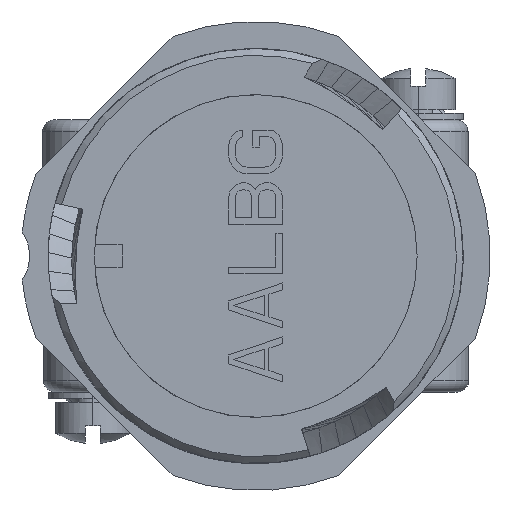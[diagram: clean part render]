
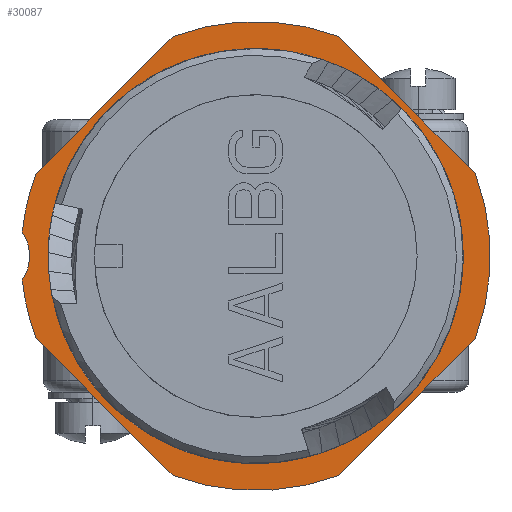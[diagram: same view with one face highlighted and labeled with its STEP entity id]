
A CAD part, left-side view. The second image highlights one B-rep face of the part: STEP entity #30087.
In plain terms, the highlighted planar face has unit normal (-1, 0, 0).
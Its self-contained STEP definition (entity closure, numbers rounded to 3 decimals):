
#582=CARTESIAN_POINT('',(19.,0.,0.));
#583=DIRECTION('',(1.,0.,0.));
#584=DIRECTION('',(0.,1.,0.));
#585=AXIS2_PLACEMENT_3D('',#582,#583,#584);
#1574=CARTESIAN_POINT('',(19.,0.,0.));
#1575=DIRECTION('',(-1.,0.,0.));
#1576=DIRECTION('',(0.,1.,0.));
#1577=AXIS2_PLACEMENT_3D('',#1574,#1575,#1576);
#2893=DIRECTION('',(0.,-0.707,0.707));
#2894=VECTOR('',#2893,14.358);
#2895=CARTESIAN_POINT('',(19.,16.284,6.131));
#2896=LINE('1739',#2895,#2894);
#2897=CARTESIAN_POINT('',(19.,0.,0.));
#2898=DIRECTION('',(-1.,0.,0.));
#2899=DIRECTION('',(0.,-0.352,0.936));
#2900=AXIS2_PLACEMENT_3D('',#2897,#2898,#2899);
#2902=DIRECTION('',(0.,-0.707,-0.707));
#2903=VECTOR('',#2902,14.358);
#2904=CARTESIAN_POINT('',(19.,-6.131,16.284));
#2905=LINE('1741',#2904,#2903);
#2906=CARTESIAN_POINT('',(19.,0.,0.));
#2907=DIRECTION('',(-1.,0.,0.));
#2908=DIRECTION('',(0.,-0.936,-0.352));
#2909=AXIS2_PLACEMENT_3D('',#2906,#2907,#2908);
#2911=DIRECTION('',(0.,0.707,-0.707));
#2912=VECTOR('',#2911,14.358);
#2913=CARTESIAN_POINT('',(19.,-16.284,-6.131));
#2914=LINE('1743',#2913,#2912);
#2915=CARTESIAN_POINT('',(19.,0.,0.));
#2916=DIRECTION('',(-1.,0.,0.));
#2917=DIRECTION('',(0.,0.352,-0.936));
#2918=AXIS2_PLACEMENT_3D('',#2915,#2916,#2917);
#2920=DIRECTION('',(0.,0.707,0.707));
#2921=VECTOR('',#2920,14.358);
#2922=CARTESIAN_POINT('',(19.,6.131,-16.284));
#2923=LINE('1745',#2922,#2921);
#2924=CARTESIAN_POINT('',(19.,0.,0.));
#2925=DIRECTION('',(-1.,0.,0.));
#2926=DIRECTION('',(0.,0.995,-0.102));
#2927=AXIS2_PLACEMENT_3D('',#2924,#2925,#2926);
#2929=CARTESIAN_POINT('',(19.,19.945,0.));
#2930=DIRECTION('',(-1.,0.,0.));
#2931=DIRECTION('',(0.,-0.829,-0.559));
#2932=AXIS2_PLACEMENT_3D('',#2929,#2930,#2931);
#2934=CARTESIAN_POINT('',(19.,0.,0.));
#2935=DIRECTION('',(-1.,0.,0.));
#2936=DIRECTION('',(0.,0.936,0.352));
#2937=AXIS2_PLACEMENT_3D('',#2934,#2935,#2936);
#20189=CARTESIAN_POINT('',(19.,15.39,0.));
#20190=CARTESIAN_POINT('',(19.,-15.39,0.));
#20191=VERTEX_POINT('',#20189);
#20192=VERTEX_POINT('',#20190);
#20698=CARTESIAN_POINT('',(19.,16.284,6.131));
#20699=CARTESIAN_POINT('',(19.,6.131,16.284));
#20700=VERTEX_POINT('',#20698);
#20701=VERTEX_POINT('',#20699);
#20702=CARTESIAN_POINT('',(19.,-6.131,16.284));
#20703=VERTEX_POINT('',#20702);
#20704=CARTESIAN_POINT('',(19.,-16.284,6.131));
#20705=VERTEX_POINT('',#20704);
#20706=CARTESIAN_POINT('',(19.,-16.284,-6.131));
#20707=VERTEX_POINT('',#20706);
#20708=CARTESIAN_POINT('',(19.,-6.131,-16.284));
#20709=VERTEX_POINT('',#20708);
#20710=CARTESIAN_POINT('',(19.,6.131,-16.284));
#20711=VERTEX_POINT('',#20710);
#20712=CARTESIAN_POINT('',(19.,16.284,-6.131));
#20713=VERTEX_POINT('',#20712);
#20714=CARTESIAN_POINT('',(19.,17.309,1.779));
#20715=VERTEX_POINT('',#20714);
#20716=CARTESIAN_POINT('',(19.,17.309,-1.779));
#20717=VERTEX_POINT('',#20716);
#30056=CARTESIAN_POINT('',(19.,0.,0.));
#30057=DIRECTION('',(1.,0.,0.));
#30058=DIRECTION('',(0.,-1.,0.));
#30059=AXIS2_PLACEMENT_3D('',#30056,#30057,#30058);
#30060=PLANE('248',#30059);
#30062=ORIENTED_EDGE('1739',*,*,#30061,.T.);
#30064=ORIENTED_EDGE('1740',*,*,#30063,.F.);
#30066=ORIENTED_EDGE('1741',*,*,#30065,.T.);
#30068=ORIENTED_EDGE('1742',*,*,#30067,.F.);
#30070=ORIENTED_EDGE('1743',*,*,#30069,.T.);
#30072=ORIENTED_EDGE('1744',*,*,#30071,.F.);
#30074=ORIENTED_EDGE('1745',*,*,#30073,.T.);
#30076=ORIENTED_EDGE('1747',*,*,#30075,.F.);
#30078=ORIENTED_EDGE('1751',*,*,#30077,.T.);
#30080=ORIENTED_EDGE('1746',*,*,#30079,.F.);
#30081=EDGE_LOOP('248',(#30062,#30064,#30066,#30068,#30070,#30072,#30074,#30076,
#30078,#30080));
#30082=FACE_OUTER_BOUND('248',#30081,.F.);
#30083=ORIENTED_EDGE('1174',*,*,#26256,.T.);
#30084=ORIENTED_EDGE('1173',*,*,#23340,.F.);
#30085=EDGE_LOOP('248',(#30083,#30084));
#30086=FACE_BOUND('248',#30085,.F.);
#586=CIRCLE('1173',#585,15.39);
#1578=CIRCLE('1174',#1577,15.39);
#2901=CIRCLE('1740',#2900,17.4);
#2910=CIRCLE('1742',#2909,17.4);
#2919=CIRCLE('1744',#2918,17.4);
#2928=CIRCLE('1747',#2927,17.4);
#2933=CIRCLE('1751',#2932,3.18);
#2938=CIRCLE('1746',#2937,17.4);
#23340=EDGE_CURVE('1173',#20191,#20192,#586,.T.);
#26256=EDGE_CURVE('1174',#20191,#20192,#1578,.T.);
#30061=EDGE_CURVE('1739',#20700,#20701,#2896,.T.);
#30063=EDGE_CURVE('1740',#20703,#20701,#2901,.T.);
#30065=EDGE_CURVE('1741',#20703,#20705,#2905,.T.);
#30067=EDGE_CURVE('1742',#20707,#20705,#2910,.T.);
#30069=EDGE_CURVE('1743',#20707,#20709,#2914,.T.);
#30071=EDGE_CURVE('1744',#20711,#20709,#2919,.T.);
#30073=EDGE_CURVE('1745',#20711,#20713,#2923,.T.);
#30075=EDGE_CURVE('1747',#20717,#20713,#2928,.T.);
#30077=EDGE_CURVE('1751',#20717,#20715,#2933,.T.);
#30079=EDGE_CURVE('1746',#20700,#20715,#2938,.T.);
#30087=ADVANCED_FACE('248',(#30082,#30086),#30060,.F.);
